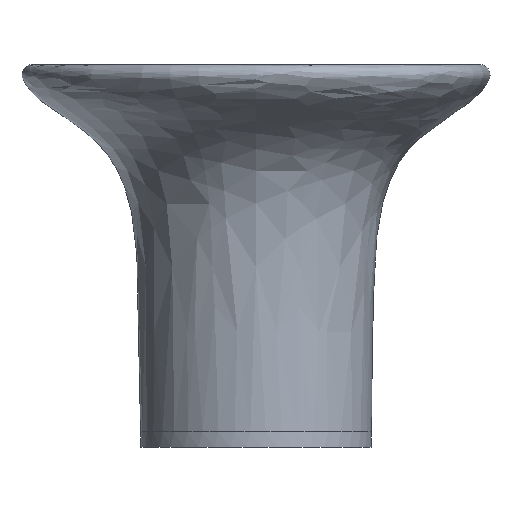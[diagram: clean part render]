
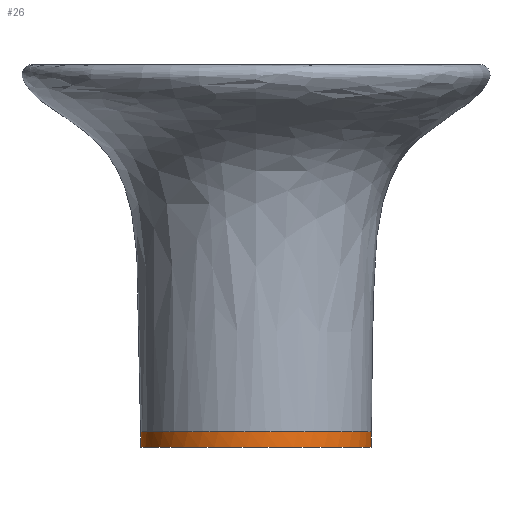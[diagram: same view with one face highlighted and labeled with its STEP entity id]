
A CAD part, front view. The second image highlights one B-rep face of the part: STEP entity #26.
In plain terms, the highlighted free-form (B-spline) face has degree [2, 1] with [5, 2] control points.
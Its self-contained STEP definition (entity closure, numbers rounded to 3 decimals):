
#26=ADVANCED_FACE('',(#39),#323,.T.);
#39=FACE_OUTER_BOUND('',#53,.T.);
#53=EDGE_LOOP('',(#80,#81,#82,#83));
#80=ORIENTED_EDGE('',*,*,#259,.F.);
#81=ORIENTED_EDGE('',*,*,#257,.F.);
#82=ORIENTED_EDGE('',*,*,#261,.F.);
#83=ORIENTED_EDGE('',*,*,#255,.F.);
#110=PCURVE('',#321,#154);
#112=PCURVE('',#321,#156);
#114=PCURVE('',#318,#158);
#119=PCURVE('',#319,#163);
#124=PCURVE('',#323,#168);
#125=PCURVE('',#323,#169);
#126=PCURVE('',#323,#170);
#127=PCURVE('',#323,#171);
#154=DEFINITIONAL_REPRESENTATION('',(#196),#2592);
#156=DEFINITIONAL_REPRESENTATION('',(#198),#2592);
#158=DEFINITIONAL_REPRESENTATION('',(#284),#2592);
#163=DEFINITIONAL_REPRESENTATION('',(#291),#2592);
#168=DEFINITIONAL_REPRESENTATION('',(#204),#2592);
#169=DEFINITIONAL_REPRESENTATION('',(#205),#2592);
#170=DEFINITIONAL_REPRESENTATION('',(#206),#2592);
#171=DEFINITIONAL_REPRESENTATION('',(#207),#2592);
#196=B_SPLINE_CURVE_WITH_KNOTS('',1,(#526,#527),.UNSPECIFIED.,.F.,.F.,(2,
2),(0.,10.),.UNSPECIFIED.);
#198=B_SPLINE_CURVE_WITH_KNOTS('',1,(#537,#538),.UNSPECIFIED.,.F.,.F.,(2,
2),(-10.,0.),.UNSPECIFIED.);
#204=B_SPLINE_CURVE_WITH_KNOTS('',1,(#599,#600),.UNSPECIFIED.,.F.,.F.,(2,
2),(-691.15,-345.575),.UNSPECIFIED.);
#205=B_SPLINE_CURVE_WITH_KNOTS('',1,(#601,#602),.UNSPECIFIED.,.F.,.F.,(2,
2),(-10.,0.),.UNSPECIFIED.);
#206=B_SPLINE_CURVE_WITH_KNOTS('',1,(#603,#604),.UNSPECIFIED.,.F.,.F.,(2,
2),(345.575,691.15),.UNSPECIFIED.);
#207=B_SPLINE_CURVE_WITH_KNOTS('',1,(#605,#606),.UNSPECIFIED.,.F.,.F.,(2,
2),(0.,10.),.UNSPECIFIED.);
#233=SURFACE_CURVE('',#279,(#110,#127),.PCURVE_S1.);
#235=SURFACE_CURVE('',#281,(#112,#125),.PCURVE_S1.);
#237=SURFACE_CURVE('',#283,(#114,#124),.PCURVE_S1.);
#239=SURFACE_CURVE('',#290,(#119,#126),.PCURVE_S1.);
#255=EDGE_CURVE('',#309,#310,#233,.T.);
#257=EDGE_CURVE('',#306,#305,#235,.T.);
#259=EDGE_CURVE('',#305,#309,#237,.T.);
#261=EDGE_CURVE('',#310,#306,#239,.T.);
#279=(
BOUNDED_CURVE()
B_SPLINE_CURVE(1,(#524,#525),.UNSPECIFIED.,.F.,.F.)
B_SPLINE_CURVE_WITH_KNOTS((2,2),(0.,10.),.UNSPECIFIED.)
CURVE()
GEOMETRIC_REPRESENTATION_ITEM()
RATIONAL_B_SPLINE_CURVE((1.,1.))
REPRESENTATION_ITEM('')
);
#281=(
BOUNDED_CURVE()
B_SPLINE_CURVE(1,(#535,#536),.UNSPECIFIED.,.F.,.F.)
B_SPLINE_CURVE_WITH_KNOTS((2,2),(-10.,0.),.UNSPECIFIED.)
CURVE()
GEOMETRIC_REPRESENTATION_ITEM()
RATIONAL_B_SPLINE_CURVE((1.,1.))
REPRESENTATION_ITEM('')
);
#283=(
BOUNDED_CURVE()
B_SPLINE_CURVE(2,(#546,#547,#548,#549,#550),.UNSPECIFIED.,.F.,.F.)
B_SPLINE_CURVE_WITH_KNOTS((3,2,3),(-691.15,-518.363,-345.575),
 .UNSPECIFIED.)
CURVE()
GEOMETRIC_REPRESENTATION_ITEM()
RATIONAL_B_SPLINE_CURVE((1.,0.707,1.,0.707,1.))
REPRESENTATION_ITEM('')
);
#284=(
BOUNDED_CURVE()
B_SPLINE_CURVE(2,(#551,#552,#553,#554,#555),.UNSPECIFIED.,.F.,.F.)
B_SPLINE_CURVE_WITH_KNOTS((3,2,3),(-691.15,-518.363,-345.575),
 .UNSPECIFIED.)
CURVE()
GEOMETRIC_REPRESENTATION_ITEM()
RATIONAL_B_SPLINE_CURVE((1.,0.707,1.,0.707,1.))
REPRESENTATION_ITEM('')
);
#290=(
BOUNDED_CURVE()
B_SPLINE_CURVE(2,(#581,#582,#583,#584,#585),.UNSPECIFIED.,.F.,.F.)
B_SPLINE_CURVE_WITH_KNOTS((3,2,3),(345.575,518.363,691.15),
 .UNSPECIFIED.)
CURVE()
GEOMETRIC_REPRESENTATION_ITEM()
RATIONAL_B_SPLINE_CURVE((1.,0.707,1.,0.707,1.))
REPRESENTATION_ITEM('')
);
#291=(
BOUNDED_CURVE()
B_SPLINE_CURVE(2,(#586,#587,#588,#589,#590),.UNSPECIFIED.,.F.,.F.)
B_SPLINE_CURVE_WITH_KNOTS((3,2,3),(345.575,518.363,691.15),
 .UNSPECIFIED.)
CURVE()
GEOMETRIC_REPRESENTATION_ITEM()
RATIONAL_B_SPLINE_CURVE((1.,0.707,1.,0.707,1.))
REPRESENTATION_ITEM('')
);
#305=VERTEX_POINT('',#481);
#306=VERTEX_POINT('',#482);
#309=VERTEX_POINT('',#485);
#310=VERTEX_POINT('',#486);
#318=B_SPLINE_SURFACE_WITH_KNOTS('',1,1,((#451,#452),(#453,#454)),
 .UNSPECIFIED.,.F.,.F.,.F.,(2,2),(2,2),(-137.5,137.5),
(-137.5,137.5),.UNSPECIFIED.);
#319=B_SPLINE_SURFACE_WITH_KNOTS('',1,1,((#455,#456),(#457,#458)),
 .UNSPECIFIED.,.F.,.F.,.F.,(2,2),(2,2),(-137.5,137.5),
(-137.5,137.5),.UNSPECIFIED.);
#321=(
BOUNDED_SURFACE()
B_SPLINE_SURFACE(2,1,((#441,#442),(#443,#444),(#445,#446),(#447,#448),(#449,
#450)),.UNSPECIFIED.,.F.,.F.,.F.)
B_SPLINE_SURFACE_WITH_KNOTS((3,2,3),(2,2),(0.,172.788,345.575),
(0.,10.),.UNSPECIFIED.)
GEOMETRIC_REPRESENTATION_ITEM()
RATIONAL_B_SPLINE_SURFACE(((1.,1.),(0.707,0.707),
(1.,1.),(0.707,0.707),(1.,1.)))
REPRESENTATION_ITEM('')
SURFACE()
);
#323=(
BOUNDED_SURFACE()
B_SPLINE_SURFACE(2,1,((#469,#470),(#471,#472),(#473,#474),(#475,#476),(#477,
#478)),.UNSPECIFIED.,.F.,.F.,.F.)
B_SPLINE_SURFACE_WITH_KNOTS((3,2,3),(2,2),(345.575,518.363,
691.15),(0.,10.),.UNSPECIFIED.)
GEOMETRIC_REPRESENTATION_ITEM()
RATIONAL_B_SPLINE_SURFACE(((1.,1.),(0.707,0.707),
(1.,1.),(0.707,0.707),(1.,1.)))
REPRESENTATION_ITEM('')
SURFACE()
);
#441=CARTESIAN_POINT('',(5611.003,-831.772,0.));
#442=CARTESIAN_POINT('',(5611.003,-831.772,-15.));
#443=CARTESIAN_POINT('',(5611.003,-721.772,0.));
#444=CARTESIAN_POINT('',(5611.003,-721.772,-15.));
#445=CARTESIAN_POINT('',(5721.003,-721.772,0.));
#446=CARTESIAN_POINT('',(5721.003,-721.772,-15.));
#447=CARTESIAN_POINT('',(5831.003,-721.772,0.));
#448=CARTESIAN_POINT('',(5831.003,-721.772,-15.));
#449=CARTESIAN_POINT('',(5831.003,-831.772,0.));
#450=CARTESIAN_POINT('',(5831.003,-831.772,-15.));
#451=CARTESIAN_POINT('',(5858.503,-969.272,0.));
#452=CARTESIAN_POINT('',(5583.503,-969.272,0.));
#453=CARTESIAN_POINT('',(5858.503,-694.272,0.));
#454=CARTESIAN_POINT('',(5583.503,-694.272,0.));
#455=CARTESIAN_POINT('',(5858.503,-969.272,-15.));
#456=CARTESIAN_POINT('',(5858.503,-694.272,-15.));
#457=CARTESIAN_POINT('',(5583.503,-969.272,-15.));
#458=CARTESIAN_POINT('',(5583.503,-694.272,-15.));
#469=CARTESIAN_POINT('',(5831.003,-831.772,0.));
#470=CARTESIAN_POINT('',(5831.003,-831.772,-15.));
#471=CARTESIAN_POINT('',(5831.003,-941.772,0.));
#472=CARTESIAN_POINT('',(5831.003,-941.772,-15.));
#473=CARTESIAN_POINT('',(5721.003,-941.772,0.));
#474=CARTESIAN_POINT('',(5721.003,-941.772,-15.));
#475=CARTESIAN_POINT('',(5611.003,-941.772,0.));
#476=CARTESIAN_POINT('',(5611.003,-941.772,-15.));
#477=CARTESIAN_POINT('',(5611.003,-831.772,0.));
#478=CARTESIAN_POINT('',(5611.003,-831.772,-15.));
#481=CARTESIAN_POINT('',(5611.003,-831.772,0.));
#482=CARTESIAN_POINT('',(5611.003,-831.772,-15.));
#485=CARTESIAN_POINT('',(5831.003,-831.772,0.));
#486=CARTESIAN_POINT('',(5831.003,-831.772,-15.));
#524=CARTESIAN_POINT('',(5831.003,-831.772,0.));
#525=CARTESIAN_POINT('',(5831.003,-831.772,-15.));
#526=CARTESIAN_POINT('',(345.575,0.));
#527=CARTESIAN_POINT('',(345.575,10.));
#535=CARTESIAN_POINT('',(5611.003,-831.772,-15.));
#536=CARTESIAN_POINT('',(5611.003,-831.772,0.));
#537=CARTESIAN_POINT('',(0.,10.));
#538=CARTESIAN_POINT('',(0.,0.));
#546=CARTESIAN_POINT('',(5611.003,-831.772,0.));
#547=CARTESIAN_POINT('',(5611.003,-941.772,0.));
#548=CARTESIAN_POINT('',(5721.003,-941.772,0.));
#549=CARTESIAN_POINT('',(5831.003,-941.772,0.));
#550=CARTESIAN_POINT('',(5831.003,-831.772,0.));
#551=CARTESIAN_POINT('',(0.,110.));
#552=CARTESIAN_POINT('',(-110.,110.));
#553=CARTESIAN_POINT('',(-110.,0.));
#554=CARTESIAN_POINT('',(-110.,-110.));
#555=CARTESIAN_POINT('',(0.,-110.));
#581=CARTESIAN_POINT('',(5831.003,-831.772,-15.));
#582=CARTESIAN_POINT('',(5831.003,-941.772,-15.));
#583=CARTESIAN_POINT('',(5721.003,-941.772,-15.));
#584=CARTESIAN_POINT('',(5611.003,-941.772,-15.));
#585=CARTESIAN_POINT('',(5611.003,-831.772,-15.));
#586=CARTESIAN_POINT('',(-110.,0.));
#587=CARTESIAN_POINT('',(-110.,-110.));
#588=CARTESIAN_POINT('',(0.,-110.));
#589=CARTESIAN_POINT('',(110.,-110.));
#590=CARTESIAN_POINT('',(110.,0.));
#599=CARTESIAN_POINT('',(691.15,0.));
#600=CARTESIAN_POINT('',(345.575,0.));
#601=CARTESIAN_POINT('',(691.15,10.));
#602=CARTESIAN_POINT('',(691.15,0.));
#603=CARTESIAN_POINT('',(345.575,10.));
#604=CARTESIAN_POINT('',(691.15,10.));
#605=CARTESIAN_POINT('',(345.575,0.));
#606=CARTESIAN_POINT('',(345.575,10.));
#2592=(
GEOMETRIC_REPRESENTATION_CONTEXT(2)
PARAMETRIC_REPRESENTATION_CONTEXT()
REPRESENTATION_CONTEXT('pspace','')
);
